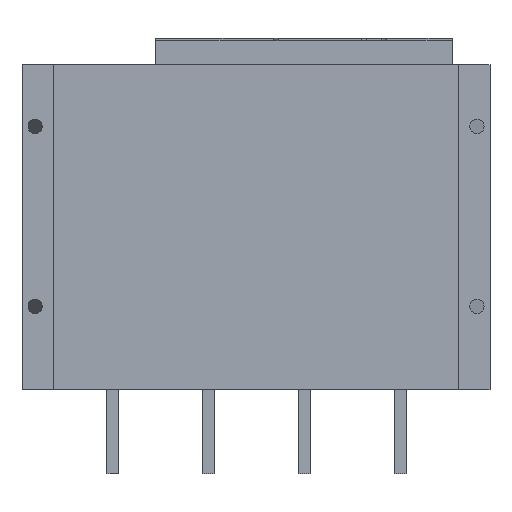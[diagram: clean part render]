
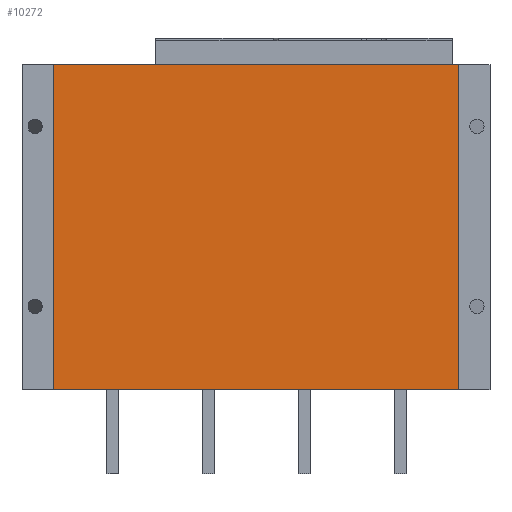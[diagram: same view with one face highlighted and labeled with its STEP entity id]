
A CAD part, front view. The second image highlights one B-rep face of the part: STEP entity #10272.
In plain terms, the highlighted planar face has unit normal (0, -1, 0).
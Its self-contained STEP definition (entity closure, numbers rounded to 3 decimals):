
#25 = LINE ( 'NONE', #1774, #9434 ) ;
#652 = LINE ( 'NONE', #9824, #15042 ) ;
#1176 = LINE ( 'NONE', #15319, #19394 ) ;
#1198 = CARTESIAN_POINT ( 'NONE',  ( 169., 0., -271. ) ) ;
#1774 = CARTESIAN_POINT ( 'NONE',  ( -169., 0., -271. ) ) ;
#2062 = VECTOR ( 'NONE', #19426, 1000. ) ;
#2862 = FACE_OUTER_BOUND ( 'NONE', #7551, .T. ) ;
#3171 = CARTESIAN_POINT ( 'NONE',  ( 169., 0., 0. ) ) ;
#3203 = ORIENTED_EDGE ( 'NONE', *, *, #7954, .T. ) ;
#4109 = DIRECTION ( 'NONE',  ( 1., 0., 0. ) ) ;
#5890 = CARTESIAN_POINT ( 'NONE',  ( -169., 0., 0. ) ) ;
#5957 = CARTESIAN_POINT ( 'NONE',  ( 169., 0., -271. ) ) ;
#6520 = DIRECTION ( 'NONE',  ( 0., 0., 1. ) ) ;
#6723 = EDGE_CURVE ( 'NONE', #6817, #11516, #17559, .T. ) ;
#6817 = VERTEX_POINT ( 'NONE', #5890 ) ;
#7551 = EDGE_LOOP ( 'NONE', ( #12390, #17462, #3203, #11107 ) ) ;
#7954 = EDGE_CURVE ( 'NONE', #11980, #14678, #652, .T. ) ;
#9434 = VECTOR ( 'NONE', #6520, 1000. ) ;
#9824 = CARTESIAN_POINT ( 'NONE',  ( 169., 0., -271. ) ) ;
#10272 = ADVANCED_FACE ( 'NONE', ( #2862 ), #13904, .T. ) ;
#10436 = AXIS2_PLACEMENT_3D ( 'NONE', #5957, #13599, #4109 ) ;
#11107 = ORIENTED_EDGE ( 'NONE', *, *, #16319, .T. ) ;
#11516 = VERTEX_POINT ( 'NONE', #3171 ) ;
#11980 = VERTEX_POINT ( 'NONE', #20371 ) ;
#12319 = EDGE_CURVE ( 'NONE', #11980, #6817, #25, .T. ) ;
#12390 = ORIENTED_EDGE ( 'NONE', *, *, #6723, .F. ) ;
#13231 = CARTESIAN_POINT ( 'NONE',  ( 169., 0., 0. ) ) ;
#13599 = DIRECTION ( 'NONE',  ( 0., -1., 0. ) ) ;
#13904 = PLANE ( 'NONE',  #10436 ) ;
#14678 = VERTEX_POINT ( 'NONE', #1198 ) ;
#15042 = VECTOR ( 'NONE', #16428, 1000. ) ;
#15319 = CARTESIAN_POINT ( 'NONE',  ( 169., 0., -271. ) ) ;
#15525 = DIRECTION ( 'NONE',  ( 0., 0., 1. ) ) ;
#16319 = EDGE_CURVE ( 'NONE', #14678, #11516, #1176, .T. ) ;
#16428 = DIRECTION ( 'NONE',  ( 1., 0., 0. ) ) ;
#17462 = ORIENTED_EDGE ( 'NONE', *, *, #12319, .F. ) ;
#17559 = LINE ( 'NONE', #13231, #2062 ) ;
#19394 = VECTOR ( 'NONE', #15525, 1000. ) ;
#19426 = DIRECTION ( 'NONE',  ( 1., 0., 0. ) ) ;
#20371 = CARTESIAN_POINT ( 'NONE',  ( -169., 0., -271. ) ) ;
